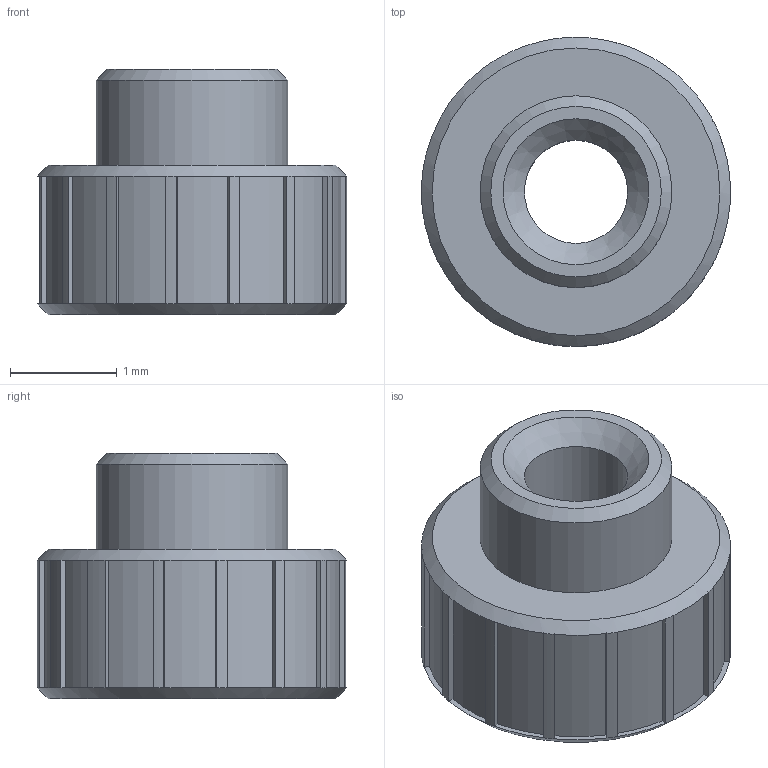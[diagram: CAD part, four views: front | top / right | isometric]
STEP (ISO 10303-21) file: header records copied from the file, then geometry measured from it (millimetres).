
FILE_DESCRIPTION(/* description */ (''),/* implementation_level */ '2;1');
FILE_NAME(/* name */ 'M1.2 Screw Mount v9.step',/* time_stamp */ '2023-12-19T20:17:12+02:00',/* author */ (''),/* organization */ (''),/* preprocessor_version */ 'ST-DEVELOPER v20',/* originating_system */ 'Autodesk Translation Framework v12.14.0.127',/* authorisation */ '');
FILE_SCHEMA (('AUTOMOTIVE_DESIGN { 1 0 10303 214 3 1 1 }'));
Length unit declared in the file: millimetre
Products named in the file (1): 2023-12-18 M2 Screw Mount
Bounding box: 2.9 x 2.9 x 2.3 mm (x, y, z)
Volume: 9.2 mm3; surface area: 36.7 mm2
Topology: 1 solids, 1 shells, 100 faces, 228 edges, 131 vertices
Faces by surface type: plane 63, cylinder 32, cone 5
Full cylindrical faces by diameter (mm): 0.969 x1, 1.8 x1
Entity records: 2806 total; most frequent: DIRECTION 531, CARTESIAN_POINT 460, ORIENTED_EDGE 456, EDGE_CURVE 228, AXIS2_PLACEMENT_3D 202, VERTEX_POINT 131, LINE 127, VECTOR 127
